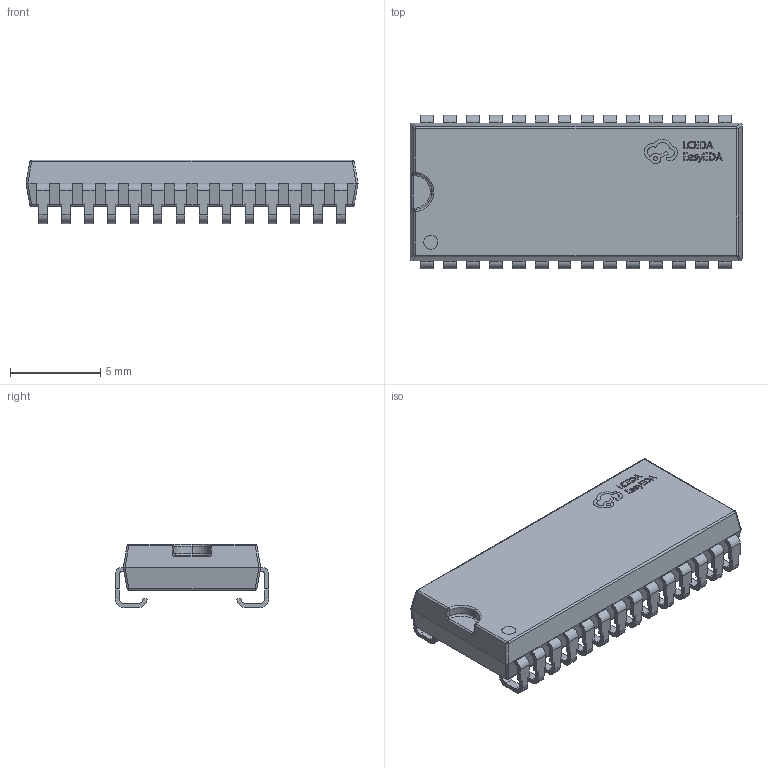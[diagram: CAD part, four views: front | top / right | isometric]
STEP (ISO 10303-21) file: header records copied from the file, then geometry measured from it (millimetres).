
FILE_DESCRIPTION (( 'STEP AP214' ), '1' );
FILE_NAME ('SOJ-28_L18.4-W7.6-P1.27-LS8.5-BL.step', '2022-08-03T12:38:27', ( '' ), ( '' ), 'SwSTEP 2.0', 'SolidWorks 2020', '' );
FILE_SCHEMA (( 'AUTOMOTIVE_DESIGN' ));
Length unit declared in the file: millimetre
Products named in the file (1): SOJ-28_L18.4-W7.6-P1.27-LS8.5-BL
Bounding box: 18.4 x 8.51 x 3.51 mm (x, y, z)
Volume: 353.6 mm3; surface area: 555.2 mm2
Topology: 14 solids, 14 shells, 930 faces, 2582 edges, 1688 vertices
Faces by surface type: plane 610, cylinder 190, bspline 116, sphere 10, torus 4
Entity records: 41127 total; most frequent: CARTESIAN_POINT 7413, ORIENTED_EDGE 5164, DIRECTION 4356, EDGE_CURVE 2582, LINE 1958, VECTOR 1958, VERTEX_POINT 1688, AXIS2_PLACEMENT_3D 1199
